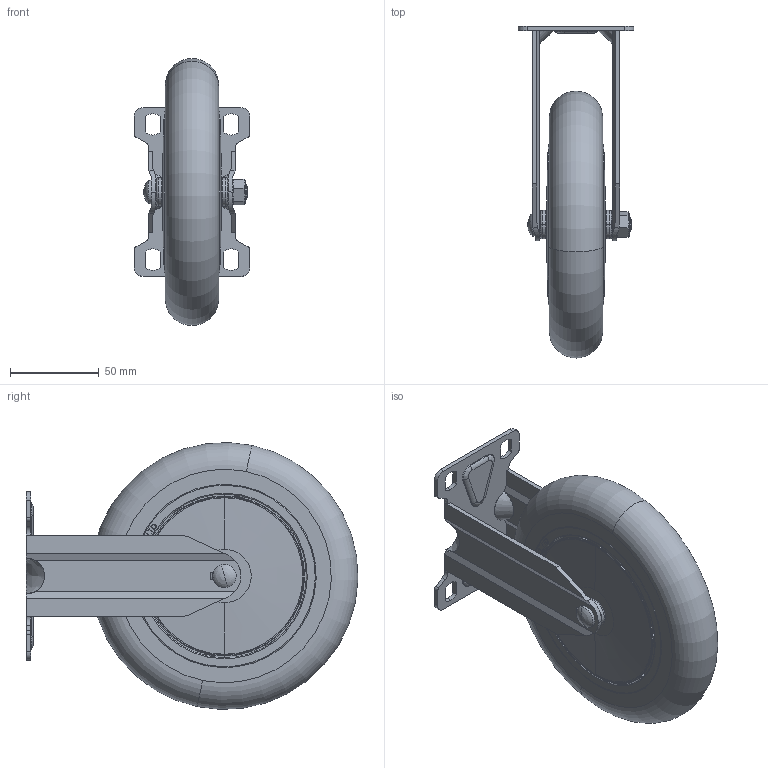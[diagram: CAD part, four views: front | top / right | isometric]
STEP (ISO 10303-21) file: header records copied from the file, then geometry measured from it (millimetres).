
FILE_DESCRIPTION (( 'STEP AP203' ), '1' );
FILE_NAME ('ACLU-150RF.STEP', '2015-09-18T07:50:32', ( 'WON SINCHUL' ), ( 'Hewlett-Packard Company' ), 'SwSTEP 2.0', 'SolidWorks 2015', '' );
FILE_SCHEMA (( 'CONFIG_CONTROL_DESIGN' ));
Length unit declared in the file: millimetre
Products named in the file (1): ACLU-150RF
Bounding box: 65 x 186.47 x 149.93 mm (x, y, z)
Surface area: 150154.1 mm2 (no closed solid volume)
Topology: 0 solids, 11 shells, 846 faces, 2331 edges, 1521 vertices
Faces by surface type: plane 403, cylinder 240, bspline 123, torus 44, cone 36
Entity records: 35751 total; most frequent: CARTESIAN_POINT 15037, ORIENTED_EDGE 4634, DIRECTION 3866, EDGE_CURVE 2325, VERTEX_POINT 1521, AXIS2_PLACEMENT_3D 1333, VECTOR 1200, LINE 1200
